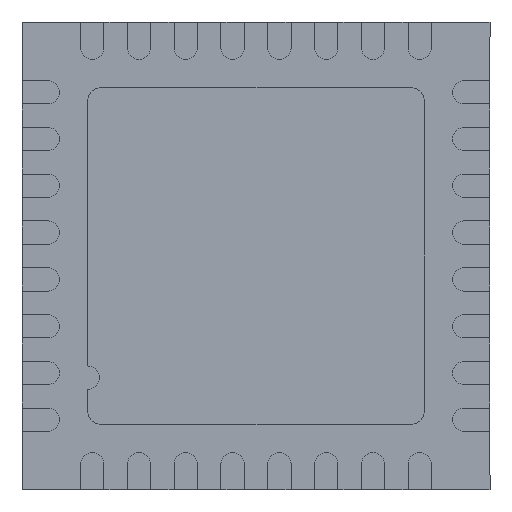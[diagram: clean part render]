
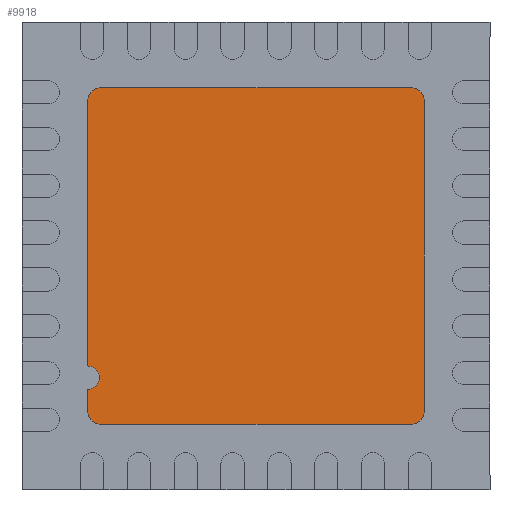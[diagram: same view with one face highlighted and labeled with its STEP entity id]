
A CAD part, front view. The second image highlights one B-rep face of the part: STEP entity #9918.
In plain terms, the highlighted planar face has unit normal (0, -1, 0).
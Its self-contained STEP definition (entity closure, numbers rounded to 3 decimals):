
#19 = VERTEX_POINT ( 'NONE', #2780 ) ;
#122 = DIRECTION ( 'NONE',  ( 0., 0., -1. ) ) ;
#143 = CARTESIAN_POINT ( 'NONE',  ( -1.65, 0., 1.8 ) ) ;
#253 = EDGE_CURVE ( 'NONE', #6715, #5029, #6961, .T. ) ;
#291 = EDGE_CURVE ( 'NONE', #5123, #19, #10907, .T. ) ;
#369 = LINE ( 'NONE', #1124, #3490 ) ;
#657 = EDGE_CURVE ( 'NONE', #5092, #2342, #6017, .T. ) ;
#778 = EDGE_CURVE ( 'NONE', #7717, #2027, #8709, .T. ) ;
#1033 = DIRECTION ( 'NONE',  ( 0., 1., 0. ) ) ;
#1068 = DIRECTION ( 'NONE',  ( 0., 0., -1. ) ) ;
#1124 = CARTESIAN_POINT ( 'NONE',  ( -1.65, 0., -1.8 ) ) ;
#1316 = DIRECTION ( 'NONE',  ( 0., -1., 0. ) ) ;
#1887 = ORIENTED_EDGE ( 'NONE', *, *, #8854, .F. ) ;
#1973 = EDGE_CURVE ( 'NONE', #19, #4373, #5128, .T. ) ;
#2027 = VERTEX_POINT ( 'NONE', #7819 ) ;
#2342 = VERTEX_POINT ( 'NONE', #8766 ) ;
#2462 = VERTEX_POINT ( 'NONE', #3915 ) ;
#2540 = CARTESIAN_POINT ( 'NONE',  ( -1.8, 0., -1.425 ) ) ;
#2713 = CARTESIAN_POINT ( 'NONE',  ( -1.8, 0., -1.175 ) ) ;
#2757 = CIRCLE ( 'NONE', #5489, 0.15 ) ;
#2780 = CARTESIAN_POINT ( 'NONE',  ( -1.8, 0., -1.65 ) ) ;
#3064 = AXIS2_PLACEMENT_3D ( 'NONE', #9802, #10725, #122 ) ;
#3235 = DIRECTION ( 'NONE',  ( 0., 0., 1. ) ) ;
#3490 = VECTOR ( 'NONE', #5547, 1000. ) ;
#3630 = ORIENTED_EDGE ( 'NONE', *, *, #291, .F. ) ;
#3813 = CARTESIAN_POINT ( 'NONE',  ( 1.65, 0., 1.65 ) ) ;
#3818 = CARTESIAN_POINT ( 'NONE',  ( 1.65, 0., -1.65 ) ) ;
#3888 = AXIS2_PLACEMENT_3D ( 'NONE', #3813, #1033, #6310 ) ;
#3915 = CARTESIAN_POINT ( 'NONE',  ( 1.65, 0., -1.8 ) ) ;
#3988 = EDGE_CURVE ( 'NONE', #2027, #5092, #10069, .T. ) ;
#4135 = ORIENTED_EDGE ( 'NONE', *, *, #253, .F. ) ;
#4201 = CARTESIAN_POINT ( 'NONE',  ( -1.8, 0., -1.425 ) ) ;
#4292 = CARTESIAN_POINT ( 'NONE',  ( -1.8, 0., 1.65 ) ) ;
#4373 = VERTEX_POINT ( 'NONE', #4201 ) ;
#4560 = DIRECTION ( 'NONE',  ( 1., 0., 0. ) ) ;
#5029 = VERTEX_POINT ( 'NONE', #7883 ) ;
#5092 = VERTEX_POINT ( 'NONE', #9006 ) ;
#5123 = VERTEX_POINT ( 'NONE', #8782 ) ;
#5128 = LINE ( 'NONE', #2540, #9105 ) ;
#5151 = EDGE_CURVE ( 'NONE', #2342, #2462, #8681, .T. ) ;
#5489 = AXIS2_PLACEMENT_3D ( 'NONE', #5897, #11105, #1068 ) ;
#5547 = DIRECTION ( 'NONE',  ( -1., 0., 0. ) ) ;
#5610 = VECTOR ( 'NONE', #9348, 1000. ) ;
#5641 = CARTESIAN_POINT ( 'NONE',  ( -1.8, 0., -1.3 ) ) ;
#5787 = ORIENTED_EDGE ( 'NONE', *, *, #6046, .F. ) ;
#5805 = ORIENTED_EDGE ( 'NONE', *, *, #5151, .F. ) ;
#5897 = CARTESIAN_POINT ( 'NONE',  ( -1.65, 0., 1.65 ) ) ;
#5942 = EDGE_LOOP ( 'NONE', ( #1887, #4135, #5787, #6884, #3630, #8084, #5805, #10042, #8198, #7460 ) ) ;
#6017 = LINE ( 'NONE', #8487, #9468 ) ;
#6046 = EDGE_CURVE ( 'NONE', #4373, #6715, #11101, .T. ) ;
#6310 = DIRECTION ( 'NONE',  ( 0., 0., 1. ) ) ;
#6653 = FACE_OUTER_BOUND ( 'NONE', #5942, .T. ) ;
#6662 = AXIS2_PLACEMENT_3D ( 'NONE', #3818, #7301, #10554 ) ;
#6715 = VERTEX_POINT ( 'NONE', #2713 ) ;
#6884 = ORIENTED_EDGE ( 'NONE', *, *, #1973, .F. ) ;
#6891 = DIRECTION ( 'NONE',  ( 0., 0., 1. ) ) ;
#6961 = LINE ( 'NONE', #4292, #5610 ) ;
#7091 = AXIS2_PLACEMENT_3D ( 'NONE', #5641, #1316, #3235 ) ;
#7175 = AXIS2_PLACEMENT_3D ( 'NONE', #11048, #9224, #9968 ) ;
#7301 = DIRECTION ( 'NONE',  ( 0., 1., 0. ) ) ;
#7460 = ORIENTED_EDGE ( 'NONE', *, *, #778, .F. ) ;
#7483 = VECTOR ( 'NONE', #4560, 1000. ) ;
#7717 = VERTEX_POINT ( 'NONE', #143 ) ;
#7819 = CARTESIAN_POINT ( 'NONE',  ( 1.65, 0., 1.8 ) ) ;
#7883 = CARTESIAN_POINT ( 'NONE',  ( -1.8, 0., 1.65 ) ) ;
#8084 = ORIENTED_EDGE ( 'NONE', *, *, #8950, .F. ) ;
#8198 = ORIENTED_EDGE ( 'NONE', *, *, #3988, .F. ) ;
#8274 = PLANE ( 'NONE',  #7175 ) ;
#8487 = CARTESIAN_POINT ( 'NONE',  ( 1.8, 0., 1.65 ) ) ;
#8681 = CIRCLE ( 'NONE', #6662, 0.15 ) ;
#8709 = LINE ( 'NONE', #9742, #7483 ) ;
#8766 = CARTESIAN_POINT ( 'NONE',  ( 1.8, 0., -1.65 ) ) ;
#8782 = CARTESIAN_POINT ( 'NONE',  ( -1.65, 0., -1.8 ) ) ;
#8854 = EDGE_CURVE ( 'NONE', #5029, #7717, #2757, .T. ) ;
#8950 = EDGE_CURVE ( 'NONE', #2462, #5123, #369, .T. ) ;
#9006 = CARTESIAN_POINT ( 'NONE',  ( 1.8, 0., 1.65 ) ) ;
#9105 = VECTOR ( 'NONE', #6891, 1000. ) ;
#9224 = DIRECTION ( 'NONE',  ( 0., -1., 0. ) ) ;
#9330 = DIRECTION ( 'NONE',  ( 0., 0., -1. ) ) ;
#9348 = DIRECTION ( 'NONE',  ( 0., 0., 1. ) ) ;
#9468 = VECTOR ( 'NONE', #9330, 1000. ) ;
#9742 = CARTESIAN_POINT ( 'NONE',  ( -1.65, 0., 1.8 ) ) ;
#9802 = CARTESIAN_POINT ( 'NONE',  ( -1.65, 0., -1.65 ) ) ;
#9918 = ADVANCED_FACE ( 'NONE', ( #6653 ), #8274, .T. ) ;
#9968 = DIRECTION ( 'NONE',  ( 0., 0., -1. ) ) ;
#10042 = ORIENTED_EDGE ( 'NONE', *, *, #657, .F. ) ;
#10069 = CIRCLE ( 'NONE', #3888, 0.15 ) ;
#10554 = DIRECTION ( 'NONE',  ( 0., 0., -1. ) ) ;
#10725 = DIRECTION ( 'NONE',  ( 0., 1., 0. ) ) ;
#10907 = CIRCLE ( 'NONE', #3064, 0.15 ) ;
#11048 = CARTESIAN_POINT ( 'NONE',  ( -1.65, 0., 1.65 ) ) ;
#11101 = CIRCLE ( 'NONE', #7091, 0.125 ) ;
#11105 = DIRECTION ( 'NONE',  ( 0., 1., 0. ) ) ;
